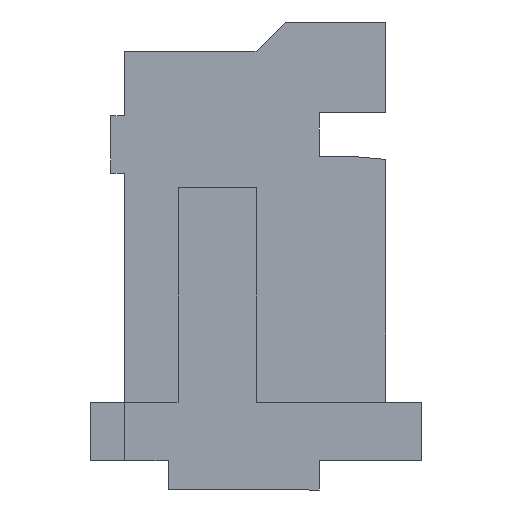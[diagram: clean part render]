
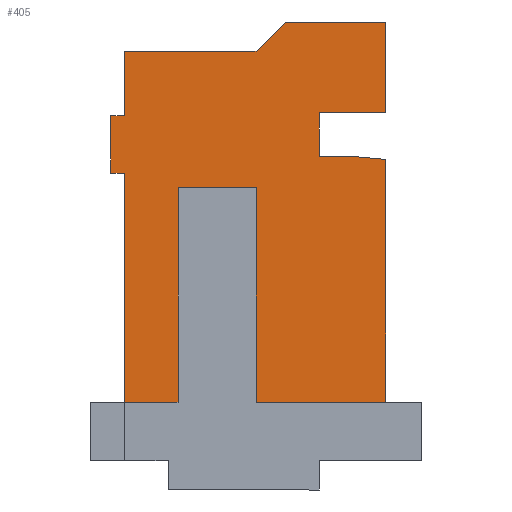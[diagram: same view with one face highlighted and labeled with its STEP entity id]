
A CAD part, left-side view. The second image highlights one B-rep face of the part: STEP entity #405.
In plain terms, the highlighted planar face has unit normal (-1, 0, 0).
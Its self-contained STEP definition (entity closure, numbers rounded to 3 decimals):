
#4 = EDGE_CURVE ( 'NONE', #416, #5, #873, .T. ) ;
#5 = VERTEX_POINT ( 'NONE', #869 ) ;
#6 = ORIENTED_EDGE ( 'NONE', *, *, #7, .T. ) ;
#7 = EDGE_CURVE ( 'NONE', #5, #956, #868, .T. ) ;
#8 = ORIENTED_EDGE ( 'NONE', *, *, #955, .T. ) ;
#9 = ORIENTED_EDGE ( 'NONE', *, *, #92, .T. ) ;
#10 = ORIENTED_EDGE ( 'NONE', *, *, #11, .T. ) ;
#11 = EDGE_CURVE ( 'NONE', #90, #12, #864, .T. ) ;
#12 = VERTEX_POINT ( 'NONE', #860 ) ;
#13 = ORIENTED_EDGE ( 'NONE', *, *, #14, .T. ) ;
#14 = EDGE_CURVE ( 'NONE', #12, #15, #859, .T. ) ;
#15 = VERTEX_POINT ( 'NONE', #855 ) ;
#21 = EDGE_CURVE ( 'NONE', #51, #62, #848, .T. ) ;
#26 = VERTEX_POINT ( 'NONE', #876 ) ;
#32 = EDGE_CURVE ( 'NONE', #26, #51, #1087, .T. ) ;
#40 = EDGE_CURVE ( 'NONE', #148, #26, #939, .T. ) ;
#51 = VERTEX_POINT ( 'NONE', #1022 ) ;
#56 = EDGE_CURVE ( 'NONE', #220, #164, #1015, .T. ) ;
#62 = VERTEX_POINT ( 'NONE', #905 ) ;
#68 = EDGE_CURVE ( 'NONE', #62, #137, #1206, .T. ) ;
#90 = VERTEX_POINT ( 'NONE', #1302 ) ;
#92 = EDGE_CURVE ( 'NONE', #953, #90, #1300, .T. ) ;
#136 = EDGE_CURVE ( 'NONE', #137, #173, #1239, .T. ) ;
#137 = VERTEX_POINT ( 'NONE', #1235 ) ;
#148 = VERTEX_POINT ( 'NONE', #1195 ) ;
#150 = VERTEX_POINT ( 'NONE', #1194 ) ;
#161 = VERTEX_POINT ( 'NONE', #1161 ) ;
#163 = EDGE_CURVE ( 'NONE', #164, #161, #1160, .T. ) ;
#164 = VERTEX_POINT ( 'NONE', #1156 ) ;
#173 = VERTEX_POINT ( 'NONE', #1142 ) ;
#198 = EDGE_CURVE ( 'NONE', #150, #148, #899, .T. ) ;
#209 = VERTEX_POINT ( 'NONE', #1485 ) ;
#211 = EDGE_CURVE ( 'NONE', #173, #209, #1483, .T. ) ;
#220 = VERTEX_POINT ( 'NONE', #1446 ) ;
#222 = EDGE_CURVE ( 'NONE', #209, #220, #1444, .T. ) ;
#405 = ADVANCED_FACE ( 'NONE', ( #2016 ), #2001, .T. ) ;
#406 = EDGE_LOOP ( 'NONE', ( #407, #408, #409, #410, #411, #412, #413, #414, #4795, #6, #8, #9, #10, #13, #474, #477, #479, #480, #481 ) ) ;
#407 = ORIENTED_EDGE ( 'NONE', *, *, #21, .T. ) ;
#408 = ORIENTED_EDGE ( 'NONE', *, *, #68, .T. ) ;
#409 = ORIENTED_EDGE ( 'NONE', *, *, #136, .T. ) ;
#410 = ORIENTED_EDGE ( 'NONE', *, *, #211, .T. ) ;
#411 = ORIENTED_EDGE ( 'NONE', *, *, #222, .T. ) ;
#412 = ORIENTED_EDGE ( 'NONE', *, *, #56, .T. ) ;
#413 = ORIENTED_EDGE ( 'NONE', *, *, #163, .T. ) ;
#414 = ORIENTED_EDGE ( 'NONE', *, *, #415, .T. ) ;
#415 = EDGE_CURVE ( 'NONE', #161, #416, #1996, .T. ) ;
#416 = VERTEX_POINT ( 'NONE', #1992 ) ;
#474 = ORIENTED_EDGE ( 'NONE', *, *, #475, .T. ) ;
#475 = EDGE_CURVE ( 'NONE', #15, #476, #2216, .T. ) ;
#476 = VERTEX_POINT ( 'NONE', #2212 ) ;
#477 = ORIENTED_EDGE ( 'NONE', *, *, #478, .T. ) ;
#478 = EDGE_CURVE ( 'NONE', #476, #150, #2210, .T. ) ;
#479 = ORIENTED_EDGE ( 'NONE', *, *, #198, .T. ) ;
#480 = ORIENTED_EDGE ( 'NONE', *, *, #40, .T. ) ;
#481 = ORIENTED_EDGE ( 'NONE', *, *, #32, .T. ) ;
#845 = DIRECTION ( 'NONE',  ( 0., 0., 1. ) ) ;
#846 = VECTOR ( 'NONE', #845, 1000. ) ;
#847 = CARTESIAN_POINT ( 'NONE',  ( -4.7, -1.1, -3.6 ) ) ;
#848 = LINE ( 'NONE', #847, #846 ) ;
#855 = CARTESIAN_POINT ( 'NONE',  ( -4.7, -0.45, -1.4 ) ) ;
#856 = DIRECTION ( 'NONE',  ( 0., -1., 0. ) ) ;
#857 = VECTOR ( 'NONE', #856, 1000. ) ;
#858 = CARTESIAN_POINT ( 'NONE',  ( -4.7, -0.45, -1.4 ) ) ;
#859 = LINE ( 'NONE', #858, #857 ) ;
#860 = CARTESIAN_POINT ( 'NONE',  ( -4.7, 0.35, -1.4 ) ) ;
#861 = DIRECTION ( 'NONE',  ( 0., 0., 1. ) ) ;
#862 = VECTOR ( 'NONE', #861, 1000. ) ;
#863 = CARTESIAN_POINT ( 'NONE',  ( -4.7, 0.35, -3.6 ) ) ;
#864 = LINE ( 'NONE', #863, #862 ) ;
#865 = DIRECTION ( 'NONE',  ( 0., -1., 0. ) ) ;
#866 = VECTOR ( 'NONE', #865, 1000. ) ;
#867 = CARTESIAN_POINT ( 'NONE',  ( -4.7, 0.9, -1.25 ) ) ;
#868 = LINE ( 'NONE', #867, #866 ) ;
#869 = CARTESIAN_POINT ( 'NONE',  ( -4.7, 1.04, -1.25 ) ) ;
#870 = DIRECTION ( 'NONE',  ( 0., 0., -1. ) ) ;
#871 = VECTOR ( 'NONE', #870, 1000. ) ;
#872 = CARTESIAN_POINT ( 'NONE',  ( -4.7, 1.04, -0.66 ) ) ;
#873 = LINE ( 'NONE', #872, #871 ) ;
#876 = CARTESIAN_POINT ( 'NONE',  ( -4.7, -1.45, -1.08 ) ) ;
#899 = LINE ( 'NONE', #1473, #1472 ) ;
#905 = CARTESIAN_POINT ( 'NONE',  ( -4.7, -1.1, -0.63 ) ) ;
#936 = DIRECTION ( 'NONE',  ( 0., 0.996, 0.087 ) ) ;
#937 = VECTOR ( 'NONE', #936, 1000. ) ;
#938 = CARTESIAN_POINT ( 'NONE',  ( -4.7, 0.663, -0.895 ) ) ;
#939 = LINE ( 'NONE', #938, #937 ) ;
#953 = VERTEX_POINT ( 'NONE', #3395 ) ;
#955 = EDGE_CURVE ( 'NONE', #956, #953, #3394, .T. ) ;
#956 = VERTEX_POINT ( 'NONE', #3390 ) ;
#1012 = DIRECTION ( 'NONE',  ( 0., 1., 0. ) ) ;
#1013 = VECTOR ( 'NONE', #1012, 1000. ) ;
#1014 = CARTESIAN_POINT ( 'NONE',  ( -4.7, -0.45, 0. ) ) ;
#1015 = LINE ( 'NONE', #1014, #1013 ) ;
#1022 = CARTESIAN_POINT ( 'NONE',  ( -4.7, -1.1, -1.08 ) ) ;
#1084 = DIRECTION ( 'NONE',  ( 0., 1., 0. ) ) ;
#1085 = VECTOR ( 'NONE', #1084, 1000. ) ;
#1086 = CARTESIAN_POINT ( 'NONE',  ( -4.7, 0.9, -1.08 ) ) ;
#1087 = LINE ( 'NONE', #1086, #1085 ) ;
#1140 = DIRECTION ( 'NONE',  ( 0., -1., 0. ) ) ;
#1142 = CARTESIAN_POINT ( 'NONE',  ( -4.7, -1.78, 0.3 ) ) ;
#1156 = CARTESIAN_POINT ( 'NONE',  ( -4.7, 0.9, 0. ) ) ;
#1157 = DIRECTION ( 'NONE',  ( 0., 0., -1. ) ) ;
#1158 = VECTOR ( 'NONE', #1157, 1000. ) ;
#1159 = CARTESIAN_POINT ( 'NONE',  ( -4.7, 0.9, 0. ) ) ;
#1160 = LINE ( 'NONE', #1159, #1158 ) ;
#1161 = CARTESIAN_POINT ( 'NONE',  ( -4.7, 0.9, -0.66 ) ) ;
#1194 = CARTESIAN_POINT ( 'NONE',  ( -4.7, -1.78, -3.6 ) ) ;
#1195 = CARTESIAN_POINT ( 'NONE',  ( -4.7, -1.78, -1.109 ) ) ;
#1203 = DIRECTION ( 'NONE',  ( 0., -1., 0. ) ) ;
#1204 = VECTOR ( 'NONE', #1203, 1000. ) ;
#1205 = CARTESIAN_POINT ( 'NONE',  ( -4.7, 0.9, -0.63 ) ) ;
#1206 = LINE ( 'NONE', #1205, #1204 ) ;
#1235 = CARTESIAN_POINT ( 'NONE',  ( -4.7, -1.78, -0.63 ) ) ;
#1236 = DIRECTION ( 'NONE',  ( 0., 0., 1. ) ) ;
#1237 = VECTOR ( 'NONE', #1236, 1000. ) ;
#1238 = CARTESIAN_POINT ( 'NONE',  ( -4.7, -1.78, 0.3 ) ) ;
#1239 = LINE ( 'NONE', #1238, #1237 ) ;
#1298 = VECTOR ( 'NONE', #1140, 1000. ) ;
#1299 = CARTESIAN_POINT ( 'NONE',  ( -4.7, 0.9, -3.6 ) ) ;
#1300 = LINE ( 'NONE', #1299, #1298 ) ;
#1302 = CARTESIAN_POINT ( 'NONE',  ( -4.7, 0.35, -3.6 ) ) ;
#1441 = DIRECTION ( 'NONE',  ( 0., 0.707, -0.707 ) ) ;
#1442 = VECTOR ( 'NONE', #1441, 1000. ) ;
#1443 = CARTESIAN_POINT ( 'NONE',  ( -4.7, -0.75, 0.3 ) ) ;
#1444 = LINE ( 'NONE', #1443, #1442 ) ;
#1446 = CARTESIAN_POINT ( 'NONE',  ( -4.7, -0.45, 0. ) ) ;
#1471 = DIRECTION ( 'NONE',  ( 0., 0., 1. ) ) ;
#1472 = VECTOR ( 'NONE', #1471, 1000. ) ;
#1473 = CARTESIAN_POINT ( 'NONE',  ( -4.7, -1.78, 0.3 ) ) ;
#1480 = DIRECTION ( 'NONE',  ( 0., 1., 0. ) ) ;
#1481 = VECTOR ( 'NONE', #1480, 1000. ) ;
#1482 = CARTESIAN_POINT ( 'NONE',  ( -4.7, -1.78, 0.3 ) ) ;
#1483 = LINE ( 'NONE', #1482, #1481 ) ;
#1485 = CARTESIAN_POINT ( 'NONE',  ( -4.7, -0.75, 0.3 ) ) ;
#1992 = CARTESIAN_POINT ( 'NONE',  ( -4.7, 1.04, -0.66 ) ) ;
#1993 = DIRECTION ( 'NONE',  ( 0., 1., 0. ) ) ;
#1994 = VECTOR ( 'NONE', #1993, 1000. ) ;
#1995 = CARTESIAN_POINT ( 'NONE',  ( -4.7, 0.9, -0.66 ) ) ;
#1996 = LINE ( 'NONE', #1995, #1994 ) ;
#1997 = DIRECTION ( 'NONE',  ( 0., 1., 0. ) ) ;
#1998 = DIRECTION ( 'NONE',  ( -1., 0., 0. ) ) ;
#1999 = CARTESIAN_POINT ( 'NONE',  ( -4.7, 0.9, -3.6 ) ) ;
#2000 = AXIS2_PLACEMENT_3D ( 'NONE', #1999, #1998, #1997 ) ;
#2001 = PLANE ( 'NONE',  #2000 ) ;
#2016 = FACE_OUTER_BOUND ( 'NONE', #406, .T. ) ;
#2207 = DIRECTION ( 'NONE',  ( 0., -1., 0. ) ) ;
#2208 = VECTOR ( 'NONE', #2207, 1000. ) ;
#2209 = CARTESIAN_POINT ( 'NONE',  ( -4.7, -1.78, -3.6 ) ) ;
#2210 = LINE ( 'NONE', #2209, #2208 ) ;
#2212 = CARTESIAN_POINT ( 'NONE',  ( -4.7, -0.45, -3.6 ) ) ;
#2213 = DIRECTION ( 'NONE',  ( 0., 0., -1. ) ) ;
#2214 = VECTOR ( 'NONE', #2213, 1000. ) ;
#2215 = CARTESIAN_POINT ( 'NONE',  ( -4.7, -0.45, -3.6 ) ) ;
#2216 = LINE ( 'NONE', #2215, #2214 ) ;
#3390 = CARTESIAN_POINT ( 'NONE',  ( -4.7, 0.9, -1.25 ) ) ;
#3391 = DIRECTION ( 'NONE',  ( 0., 0., -1. ) ) ;
#3392 = VECTOR ( 'NONE', #3391, 1000. ) ;
#3393 = CARTESIAN_POINT ( 'NONE',  ( -4.7, 0.9, 0. ) ) ;
#3394 = LINE ( 'NONE', #3393, #3392 ) ;
#3395 = CARTESIAN_POINT ( 'NONE',  ( -4.7, 0.9, -3.6 ) ) ;
#4795 = ORIENTED_EDGE ( 'NONE', *, *, #4, .T. ) ;
